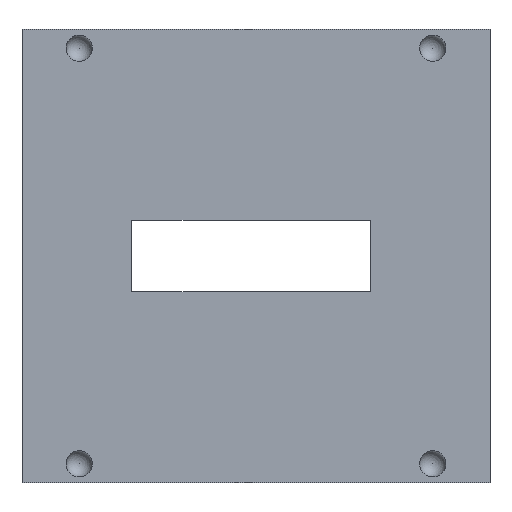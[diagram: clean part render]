
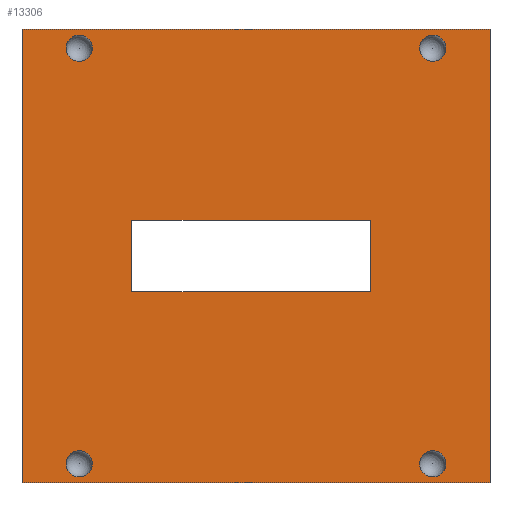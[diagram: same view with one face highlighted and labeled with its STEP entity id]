
A CAD part, front view. The second image highlights one B-rep face of the part: STEP entity #13306.
In plain terms, the highlighted planar face has unit normal (0, -1, 0).
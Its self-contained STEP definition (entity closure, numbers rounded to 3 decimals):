
#76=FACE_BOUND('',#5347,.T.);
#77=FACE_BOUND('',#5348,.T.);
#78=FACE_BOUND('',#5349,.T.);
#79=FACE_BOUND('',#5350,.T.);
#80=FACE_BOUND('',#5351,.T.);
#1368=LINE('',#15353,#2472);
#1372=LINE('',#15361,#2476);
#1375=LINE('',#15367,#2479);
#1378=LINE('',#15372,#2482);
#2464=LINE('',#25327,#3568);
#2465=LINE('',#25329,#3569);
#2466=LINE('',#25331,#3570);
#2467=LINE('',#25332,#3571);
#2472=VECTOR('',#13659,10.);
#2476=VECTOR('',#13665,10.);
#2479=VECTOR('',#13670,10.);
#2482=VECTOR('',#13675,10.);
#3568=VECTOR('',#15311,10.);
#3569=VECTOR('',#15312,10.);
#3570=VECTOR('',#15313,10.);
#3571=VECTOR('',#15314,10.);
#3854=PLANE('',#13625);
#4571=FACE_OUTER_BOUND('',#5346,.T.);
#5346=EDGE_LOOP('',(#12560,#12561,#12562,#12563));
#5347=EDGE_LOOP('',(#12564));
#5348=EDGE_LOOP('',(#12565));
#5349=EDGE_LOOP('',(#12566));
#5350=EDGE_LOOP('',(#12567));
#5351=EDGE_LOOP('',(#12568,#12569,#12570,#12571));
#5357=CIRCLE('',#13336,2.75);
#5359=CIRCLE('',#13339,2.75);
#5361=CIRCLE('',#13342,2.75);
#5363=CIRCLE('',#13345,2.75);
#5365=VERTEX_POINT('',#15331);
#5367=VERTEX_POINT('',#15336);
#5369=VERTEX_POINT('',#15341);
#5371=VERTEX_POINT('',#15346);
#5373=VERTEX_POINT('',#15351);
#5374=VERTEX_POINT('',#15352);
#5377=VERTEX_POINT('',#15360);
#5379=VERTEX_POINT('',#15366);
#6677=VERTEX_POINT('',#25325);
#6678=VERTEX_POINT('',#25326);
#6679=VERTEX_POINT('',#25328);
#6680=VERTEX_POINT('',#25330);
#6681=EDGE_CURVE('',#5365,#5365,#5357,.T.);
#6683=EDGE_CURVE('',#5367,#5367,#5359,.T.);
#6685=EDGE_CURVE('',#5369,#5369,#5361,.T.);
#6687=EDGE_CURVE('',#5371,#5371,#5363,.T.);
#6689=EDGE_CURVE('',#5373,#5374,#1368,.T.);
#6693=EDGE_CURVE('',#5374,#5377,#1372,.T.);
#6696=EDGE_CURVE('',#5377,#5379,#1375,.T.);
#6699=EDGE_CURVE('',#5379,#5373,#1378,.T.);
#8643=EDGE_CURVE('',#6677,#6678,#2464,.T.);
#8644=EDGE_CURVE('',#6678,#6679,#2465,.T.);
#8645=EDGE_CURVE('',#6680,#6679,#2466,.T.);
#8646=EDGE_CURVE('',#6677,#6680,#2467,.T.);
#12560=ORIENTED_EDGE('',*,*,#8643,.T.);
#12561=ORIENTED_EDGE('',*,*,#8644,.T.);
#12562=ORIENTED_EDGE('',*,*,#8645,.F.);
#12563=ORIENTED_EDGE('',*,*,#8646,.F.);
#12564=ORIENTED_EDGE('',*,*,#6681,.T.);
#12565=ORIENTED_EDGE('',*,*,#6683,.T.);
#12566=ORIENTED_EDGE('',*,*,#6685,.T.);
#12567=ORIENTED_EDGE('',*,*,#6687,.T.);
#12568=ORIENTED_EDGE('',*,*,#6696,.T.);
#12569=ORIENTED_EDGE('',*,*,#6699,.T.);
#12570=ORIENTED_EDGE('',*,*,#6689,.T.);
#12571=ORIENTED_EDGE('',*,*,#6693,.T.);
#13306=ADVANCED_FACE('',(#4571,#76,#77,#78,#79,#80),#3854,.T.);
#13336=AXIS2_PLACEMENT_3D('',#15332,#13635,#13636);
#13339=AXIS2_PLACEMENT_3D('',#15337,#13641,#13642);
#13342=AXIS2_PLACEMENT_3D('',#15342,#13647,#13648);
#13345=AXIS2_PLACEMENT_3D('',#15347,#13653,#13654);
#13625=AXIS2_PLACEMENT_3D('',#25324,#15309,#15310);
#13635=DIRECTION('center_axis',(0.,1.,0.));
#13636=DIRECTION('ref_axis',(0.,0.,1.));
#13641=DIRECTION('center_axis',(0.,1.,0.));
#13642=DIRECTION('ref_axis',(0.,0.,1.));
#13647=DIRECTION('center_axis',(0.,1.,0.));
#13648=DIRECTION('ref_axis',(0.,0.,1.));
#13653=DIRECTION('center_axis',(0.,1.,0.));
#13654=DIRECTION('ref_axis',(0.,0.,1.));
#13659=DIRECTION('',(0.,0.,-1.));
#13665=DIRECTION('',(-1.,0.,0.));
#13670=DIRECTION('',(0.,0.,1.));
#13675=DIRECTION('',(1.,0.,0.));
#15309=DIRECTION('center_axis',(0.,-1.,0.));
#15310=DIRECTION('ref_axis',(0.,0.,-1.));
#15311=DIRECTION('',(0.,0.,-1.));
#15312=DIRECTION('',(1.,0.,0.));
#15313=DIRECTION('',(0.,0.,-1.));
#15314=DIRECTION('',(1.,0.,0.));
#15331=CARTESIAN_POINT('',(86.,-4.,-40.75));
#15332=CARTESIAN_POINT('Origin',(86.,-4.,-43.5));
#15336=CARTESIAN_POINT('',(86.,-4.,46.25));
#15337=CARTESIAN_POINT('Origin',(86.,-4.,43.5));
#15341=CARTESIAN_POINT('',(12.,-4.,46.25));
#15342=CARTESIAN_POINT('Origin',(12.,-4.,43.5));
#15346=CARTESIAN_POINT('',(12.,-4.,-40.75));
#15347=CARTESIAN_POINT('Origin',(12.,-4.,-43.5));
#15351=CARTESIAN_POINT('',(73.,-4.,7.5));
#15352=CARTESIAN_POINT('',(73.,-4.,-7.5));
#15353=CARTESIAN_POINT('',(73.,-4.,20.));
#15360=CARTESIAN_POINT('',(23.,-4.,-7.5));
#15361=CARTESIAN_POINT('',(11.5,-4.,-7.5));
#15366=CARTESIAN_POINT('',(23.,-4.,7.5));
#15367=CARTESIAN_POINT('',(23.,-4.,27.5));
#15372=CARTESIAN_POINT('',(36.5,-4.,7.5));
#25324=CARTESIAN_POINT('Origin',(0.,-4.,47.5));
#25325=CARTESIAN_POINT('',(0.,-4.,47.5));
#25326=CARTESIAN_POINT('',(0.,-4.,-47.5));
#25327=CARTESIAN_POINT('',(0.,-4.,47.5));
#25328=CARTESIAN_POINT('',(98.,-4.,-47.5));
#25329=CARTESIAN_POINT('',(0.,-4.,-47.5));
#25330=CARTESIAN_POINT('',(98.,-4.,47.5));
#25331=CARTESIAN_POINT('',(98.,-4.,47.5));
#25332=CARTESIAN_POINT('',(0.,-4.,47.5));
